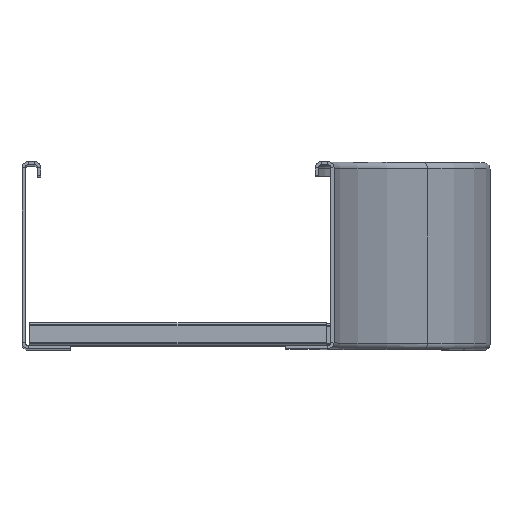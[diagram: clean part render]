
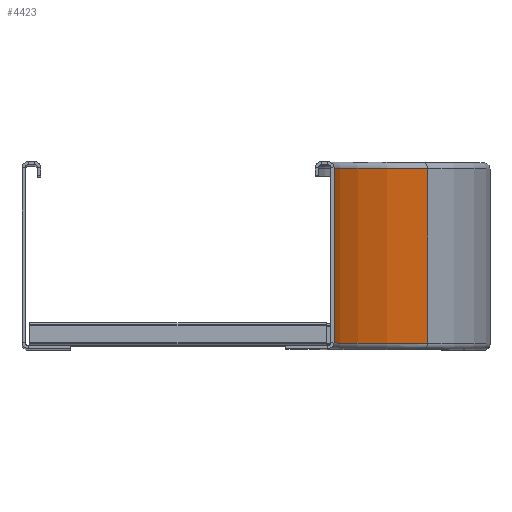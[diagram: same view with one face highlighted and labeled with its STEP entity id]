
A CAD part, top view. The second image highlights one B-rep face of the part: STEP entity #4423.
In plain terms, the highlighted cylindrical face has radius 300 mm (diameter 600 mm), a partial arc.
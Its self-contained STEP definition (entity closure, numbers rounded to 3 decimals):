
#153=CIRCLE('',#4822,300.);
#154=CIRCLE('',#4824,300.);
#224=CYLINDRICAL_SURFACE('',#4823,300.);
#307=FACE_OUTER_BOUND('',#574,.T.);
#574=EDGE_LOOP('',(#3144,#3145,#3146,#3147));
#921=LINE('',#6638,#1450);
#926=LINE('',#6692,#1455);
#1450=VECTOR('',#5342,10.);
#1455=VECTOR('',#5413,10.);
#1968=VERTEX_POINT('',#6631);
#1970=VERTEX_POINT('',#6637);
#1985=VERTEX_POINT('',#6686);
#1986=VERTEX_POINT('',#6691);
#2392=EDGE_CURVE('',#1970,#1968,#921,.T.);
#2418=EDGE_CURVE('',#1985,#1968,#153,.T.);
#2419=EDGE_CURVE('',#1985,#1986,#926,.T.);
#2420=EDGE_CURVE('',#1986,#1970,#154,.T.);
#3144=ORIENTED_EDGE('',*,*,#2419,.F.);
#3145=ORIENTED_EDGE('',*,*,#2418,.T.);
#3146=ORIENTED_EDGE('',*,*,#2392,.F.);
#3147=ORIENTED_EDGE('',*,*,#2420,.F.);
#4423=ADVANCED_FACE('',(#307),#224,.F.);
#4822=AXIS2_PLACEMENT_3D('',#6689,#5409,#5410);
#4823=AXIS2_PLACEMENT_3D('',#6690,#5411,#5412);
#4824=AXIS2_PLACEMENT_3D('',#6693,#5414,#5415);
#5342=DIRECTION('',(0.,-1.,0.));
#5409=DIRECTION('center_axis',(0.,-1.,0.));
#5410=DIRECTION('ref_axis',(-1.,0.,0.));
#5411=DIRECTION('center_axis',(0.,-1.,0.));
#5412=DIRECTION('ref_axis',(0.8,0.,0.6));
#5413=DIRECTION('',(0.,1.,0.));
#5414=DIRECTION('center_axis',(0.,-1.,0.));
#5415=DIRECTION('ref_axis',(-1.,0.,0.));
#6631=CARTESIAN_POINT('',(91.,4.,-180.));
#6637=CARTESIAN_POINT('',(91.,116.,-180.));
#6638=CARTESIAN_POINT('',(91.,116.,-180.));
#6686=CARTESIAN_POINT('',(31.,4.,0.));
#6689=CARTESIAN_POINT('Origin',(331.,4.,0.));
#6690=CARTESIAN_POINT('Origin',(331.,60.,0.));
#6691=CARTESIAN_POINT('',(31.,116.,0.));
#6692=CARTESIAN_POINT('',(31.,-27.524,0.));
#6693=CARTESIAN_POINT('Origin',(331.,116.,0.));
